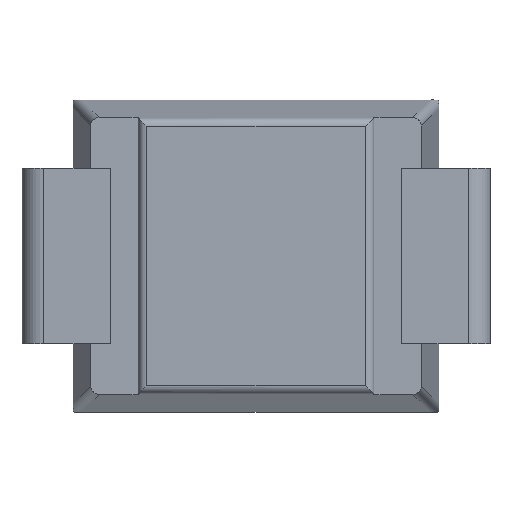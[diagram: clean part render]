
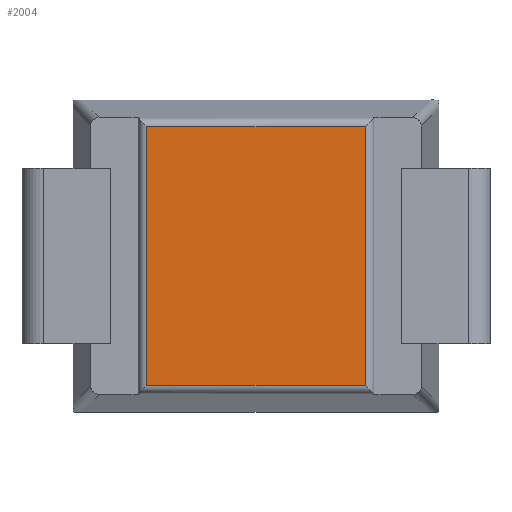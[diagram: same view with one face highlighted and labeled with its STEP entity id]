
A CAD part, front view. The second image highlights one B-rep face of the part: STEP entity #2004.
In plain terms, the highlighted planar face has unit normal (0, -1, 0).
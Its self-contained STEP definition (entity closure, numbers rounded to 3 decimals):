
#68 = EDGE_CURVE ( 'NONE', #1399, #832, #901, .T. ) ;
#141 = EDGE_LOOP ( 'NONE', ( #772, #803, #2248, #1779 ) ) ;
#200 = PLANE ( 'NONE',  #532 ) ;
#223 = CARTESIAN_POINT ( 'NONE',  ( 0., -1.028, 1.491 ) ) ;
#305 = VERTEX_POINT ( 'NONE', #1261 ) ;
#396 = VECTOR ( 'NONE', #510, 1000. ) ;
#397 = VECTOR ( 'NONE', #2471, 1000. ) ;
#510 = DIRECTION ( 'NONE',  ( 1., 0., 0. ) ) ;
#532 = AXIS2_PLACEMENT_3D ( 'NONE', #996, #806, #2029 ) ;
#612 = VECTOR ( 'NONE', #1238, 1000. ) ;
#617 = CARTESIAN_POINT ( 'NONE',  ( -1.26, -1.028, -1.575 ) ) ;
#635 = EDGE_CURVE ( 'NONE', #832, #305, #675, .T. ) ;
#675 = LINE ( 'NONE', #2246, #612 ) ;
#709 = CARTESIAN_POINT ( 'NONE',  ( -1.26, -1.028, -1.491 ) ) ;
#772 = ORIENTED_EDGE ( 'NONE', *, *, #924, .T. ) ;
#803 = ORIENTED_EDGE ( 'NONE', *, *, #68, .T. ) ;
#806 = DIRECTION ( 'NONE',  ( 0., -1., 0. ) ) ;
#832 = VERTEX_POINT ( 'NONE', #1773 ) ;
#901 = LINE ( 'NONE', #1326, #396 ) ;
#924 = EDGE_CURVE ( 'NONE', #2118, #1399, #2493, .T. ) ;
#996 = CARTESIAN_POINT ( 'NONE',  ( 0., -1.028, 1.8 ) ) ;
#1038 = LINE ( 'NONE', #223, #397 ) ;
#1191 = FACE_OUTER_BOUND ( 'NONE', #141, .T. ) ;
#1238 = DIRECTION ( 'NONE',  ( 0., 0., 1. ) ) ;
#1256 = EDGE_CURVE ( 'NONE', #305, #2118, #1038, .T. ) ;
#1261 = CARTESIAN_POINT ( 'NONE',  ( 1.26, -1.028, 1.491 ) ) ;
#1326 = CARTESIAN_POINT ( 'NONE',  ( 1.36, -1.028, -1.491 ) ) ;
#1399 = VERTEX_POINT ( 'NONE', #709 ) ;
#1434 = DIRECTION ( 'NONE',  ( 0., 0., -1. ) ) ;
#1773 = CARTESIAN_POINT ( 'NONE',  ( 1.26, -1.028, -1.491 ) ) ;
#1779 = ORIENTED_EDGE ( 'NONE', *, *, #1256, .T. ) ;
#1971 = VECTOR ( 'NONE', #1434, 1000. ) ;
#2004 = ADVANCED_FACE ( 'NONE', ( #1191 ), #200, .T. ) ;
#2029 = DIRECTION ( 'NONE',  ( 0., 0., -1. ) ) ;
#2041 = CARTESIAN_POINT ( 'NONE',  ( -1.26, -1.028, 1.491 ) ) ;
#2118 = VERTEX_POINT ( 'NONE', #2041 ) ;
#2246 = CARTESIAN_POINT ( 'NONE',  ( 1.26, -1.028, 1.8 ) ) ;
#2248 = ORIENTED_EDGE ( 'NONE', *, *, #635, .T. ) ;
#2471 = DIRECTION ( 'NONE',  ( -1., 0., 0. ) ) ;
#2493 = LINE ( 'NONE', #617, #1971 ) ;
